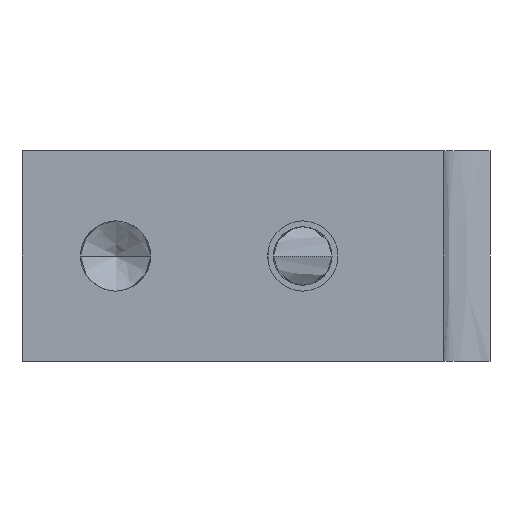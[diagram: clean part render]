
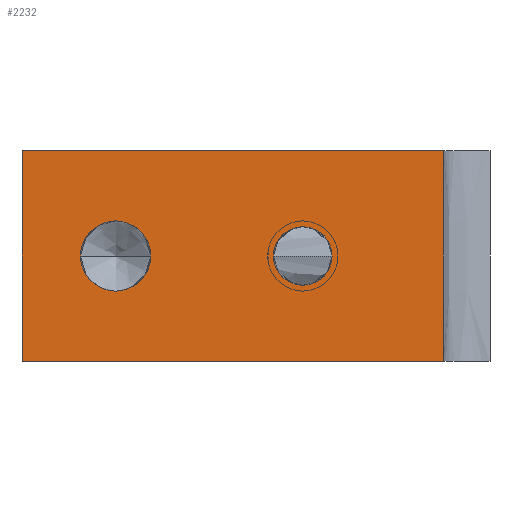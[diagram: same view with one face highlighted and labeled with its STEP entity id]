
A CAD part, front view. The second image highlights one B-rep face of the part: STEP entity #2232.
In plain terms, the highlighted free-form (B-spline) face has degree [1, 1] with [2, 2] control points.
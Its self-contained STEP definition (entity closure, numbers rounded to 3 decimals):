
#267=DIRECTION('',(1.,0.,0.));
#268=VECTOR('',#267,18.);
#269=CARTESIAN_POINT('',(-12.,0.,-4.5));
#270=LINE('',#269,#268);
#399=DIRECTION('',(0.,0.,1.));
#400=VECTOR('',#399,9.);
#401=CARTESIAN_POINT('',(6.,0.,-4.5));
#402=LINE('',#401,#400);
#463=DIRECTION('',(1.,0.,0.));
#464=VECTOR('',#463,18.);
#465=CARTESIAN_POINT('',(-12.,0.,4.5));
#466=LINE('',#465,#464);
#797=DIRECTION('',(0.,0.,1.));
#798=VECTOR('',#797,9.);
#799=CARTESIAN_POINT('',(-12.,0.,-4.5));
#800=LINE('',#799,#798);
#801=CARTESIAN_POINT('',(0.,0.,0.));
#802=DIRECTION('',(0.,1.,0.));
#803=DIRECTION('',(1.,0.,0.));
#804=AXIS2_PLACEMENT_3D('',#801,#802,#803);
#806=CARTESIAN_POINT('',(0.,0.,0.));
#807=DIRECTION('',(0.,1.,0.));
#808=DIRECTION('',(-1.,0.,0.));
#809=AXIS2_PLACEMENT_3D('',#806,#807,#808);
#811=CARTESIAN_POINT('',(-8.,0.,0.));
#812=DIRECTION('',(0.,-1.,0.));
#813=DIRECTION('',(-1.,0.,0.));
#814=AXIS2_PLACEMENT_3D('',#811,#812,#813);
#816=CARTESIAN_POINT('',(-8.,0.,0.));
#817=DIRECTION('',(0.,-1.,0.));
#818=DIRECTION('',(1.,0.,0.));
#819=AXIS2_PLACEMENT_3D('',#816,#817,#818);
#931=CARTESIAN_POINT('',(-12.,0.,-4.5));
#932=CARTESIAN_POINT('',(6.,0.,-4.5));
#933=VERTEX_POINT('',#931);
#934=VERTEX_POINT('',#932);
#935=CARTESIAN_POINT('',(-12.,0.,4.5));
#936=CARTESIAN_POINT('',(6.,0.,4.5));
#937=VERTEX_POINT('',#935);
#938=VERTEX_POINT('',#936);
#943=CARTESIAN_POINT('',(1.25,0.,0.));
#944=CARTESIAN_POINT('',(-1.25,0.,0.));
#945=VERTEX_POINT('',#943);
#946=VERTEX_POINT('',#944);
#967=CARTESIAN_POINT('',(-9.5,0.,0.));
#968=CARTESIAN_POINT('',(-6.5,0.,0.));
#969=VERTEX_POINT('',#967);
#970=VERTEX_POINT('',#968);
#2209=CARTESIAN_POINT('',(-12.36,0.,-4.68));
#2210=CARTESIAN_POINT('',(-12.36,0.,4.68));
#2211=CARTESIAN_POINT('',(6.36,0.,-4.68));
#2212=CARTESIAN_POINT('',(6.36,0.,4.68));
#2213=B_SPLINE_SURFACE_WITH_KNOTS('',1,1,((#2209,#2210),(#2211,#2212)),
.UNSPECIFIED.,.F.,.F.,.F.,(2,2),(2,2),(-0.36,18.36),(-0.18,9.18),
.UNSPECIFIED.);
#2214=ORIENTED_EDGE('',*,*,#1152,.F.);
#2215=ORIENTED_EDGE('',*,*,#2140,.T.);
#2216=ORIENTED_EDGE('',*,*,#1522,.T.);
#2217=ORIENTED_EDGE('',*,*,#1480,.F.);
#2218=EDGE_LOOP('',(#2214,#2215,#2216,#2217));
#2219=FACE_OUTER_BOUND('',#2218,.F.);
#2221=ORIENTED_EDGE('',*,*,#2220,.F.);
#2223=ORIENTED_EDGE('',*,*,#2222,.F.);
#2224=EDGE_LOOP('',(#2221,#2223));
#2225=FACE_BOUND('',#2224,.F.);
#2227=ORIENTED_EDGE('',*,*,#2226,.T.);
#2229=ORIENTED_EDGE('',*,*,#2228,.T.);
#2230=EDGE_LOOP('',(#2227,#2229));
#2231=FACE_BOUND('',#2230,.F.);
#2232=ADVANCED_FACE('',(#2219,#2225,#2231),#2213,.T.);
#805=CIRCLE('',#804,1.25);
#810=CIRCLE('',#809,1.25);
#815=CIRCLE('',#814,1.5);
#820=CIRCLE('',#819,1.5);
#1152=EDGE_CURVE('',#933,#934,#270,.T.);
#1480=EDGE_CURVE('',#934,#938,#402,.T.);
#1522=EDGE_CURVE('',#937,#938,#466,.T.);
#2140=EDGE_CURVE('',#933,#937,#800,.T.);
#2220=EDGE_CURVE('',#945,#946,#805,.T.);
#2222=EDGE_CURVE('',#946,#945,#810,.T.);
#2226=EDGE_CURVE('',#969,#970,#815,.T.);
#2228=EDGE_CURVE('',#970,#969,#820,.T.);
